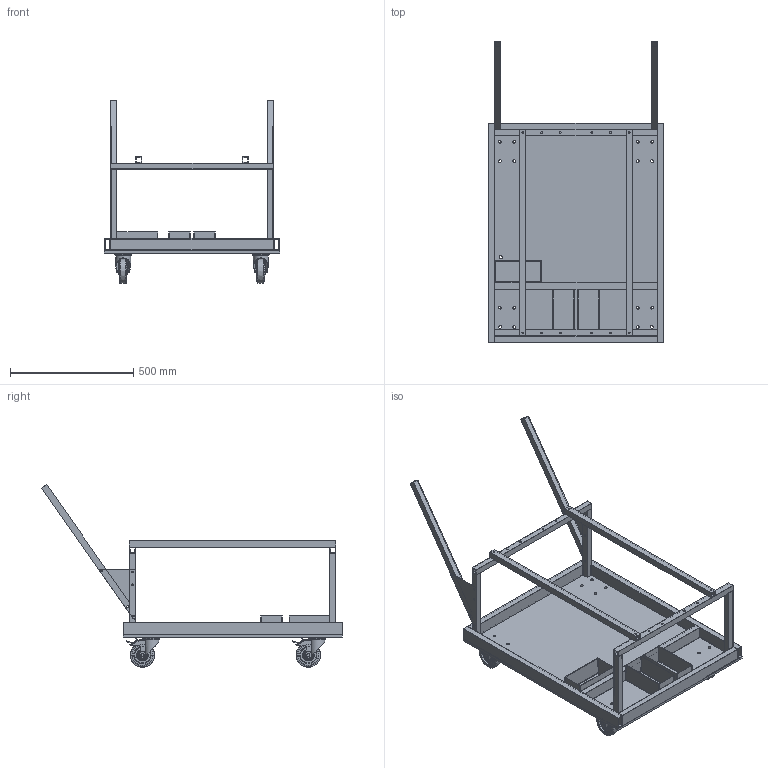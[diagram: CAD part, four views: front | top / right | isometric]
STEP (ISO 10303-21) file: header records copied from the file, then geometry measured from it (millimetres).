
FILE_DESCRIPTION(/* description */ (''),/* implementation_level */ '2;1');
FILE_NAME(/* name */ 'Master v8.step',/* time_stamp */ '2024-08-06T23:22:02-07:00',/* author */ (''),/* organization */ (''),/* preprocessor_version */ 'ST-DEVELOPER v20',/* originating_system */ 'Autodesk Translation Framework v13.14.0.145',/* authorisation */ '');
FILE_SCHEMA (('AUTOMOTIVE_DESIGN { 1 0 10303 214 3 1 1 }'));
Length unit declared in the file: inch
Products named in the file (30): Master; Robot Cart; Cart Base; Floor Part (with casters!); Floor; Casters; 27075T62_Easy-Roll Caster; Casters_1; 27075T62_Easy-Roll Caster_1; Casters_2; 27075T62_Easy-Roll Caster_2; Casters_3; 27075T62_Easy-Roll Caster_3; Component2; Component3; Component4; Component5; Component6; Component7; Base Tube Horiztonal; Battery Box; Upper Cart; Side plate; Fun fun tube; Tray tube; Horizontal Tube; Verticle Tube Rear; Verticle Tube; Base Tube Vertical; Driver Station Support Tube
Assembly tree (59 placements, depth 8):
  Master
    Robot Cart
      Cart Base
        Base Tube Horiztonal  x3
        Base Tube Vertical  x2
        Floor Part (with casters!)
          Floor
            Casters
              27075T62_Easy-Roll Caster
                Component2
                Component3
                Component4
                Component5
                Component6
                Component7
            Casters_1
              27075T62_Easy-Roll Caster_1
                Component2
                Component3
                Component4
                Component5
                Component6
                Component7
            Casters_2
              27075T62_Easy-Roll Caster_2
                Component2
                Component3
                Component4
                Component5
                Component6
                Component7
            Casters_3
              27075T62_Easy-Roll Caster_3
                Component2
                Component3
                Component4
                Component5
                Component6
                Component7
        Battery Box  x3
      Upper Cart
        Side plate  x2
        Fun fun tube
          Tray tube  x2
          Horizontal Tube  x2
          Verticle Tube Rear  x2
          Verticle Tube  x2
    Base Tube Vertical
    Driver Station Support Tube  x2
Bounding box: 711.2 x 1219.49 x 741.86 mm (x, y, z)
Volume: 10918403 mm3; surface area: 4364925.1 mm2
Topology: 46 solids, 46 shells, 1575 faces, 3825 edges, 2398 vertices
Faces by surface type: plane 734, cylinder 481, torus 176, cone 132, bspline 36, sphere 16
Full cylindrical faces by diameter (mm): 6.604 x52, 8.125 x8, 9.36 x8, 11.375 x4, 12.7 x1, 18.6 x4, 27.432 x8, 40.158 x8, 83.236 x8
Entity records: 17317 total; most frequent: CARTESIAN_POINT 3545, DIRECTION 2880, ORIENTED_EDGE 2582, EDGE_CURVE 1291, AXIS2_PLACEMENT_3D 1056, VERTEX_POINT 820, LINE 768, VECTOR 768
